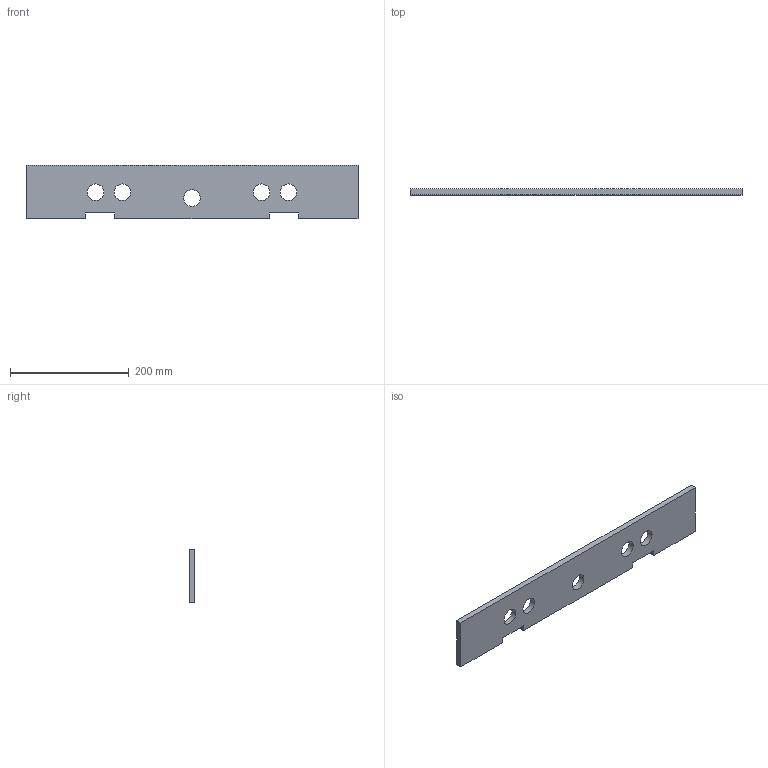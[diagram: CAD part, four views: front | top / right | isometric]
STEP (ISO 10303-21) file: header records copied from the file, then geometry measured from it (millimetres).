
FILE_DESCRIPTION(('FreeCAD Model'),'2;1');
FILE_NAME('controles_avant.step','2016-10-29T23:31:19',('Author') ,(''),'Open CASCADE STEP processor 6.8','FreeCAD','Unknown');
FILE_SCHEMA(('AUTOMOTIVE_DESIGN_CC2 { 1 2 10303 214 -1 1 5 4 }'));
Length unit declared in the file: millimetre
Products named in the file (2): ASSEMBLY; Pocket001
Assembly tree (1 placements, depth 2):
  ASSEMBLY
    Pocket001
Bounding box: 560 x 10 x 90.7 mm (x, y, z)
Volume: 467132.4 mm3; surface area: 111238.7 mm2
Topology: 1 solids, 1 shells, 19 faces, 51 edges, 34 vertices
Faces by surface type: plane 14, cylinder 5
Full cylindrical faces by diameter (mm): 28 x5
Entity records: 1335 total; most frequent: CARTESIAN_POINT 280, DIRECTION 183, LINE 121, VECTOR 121, ORIENTED_EDGE 102, PCURVE 102, DEFINITIONAL_REPRESENTATION 102, EDGE_CURVE 51
